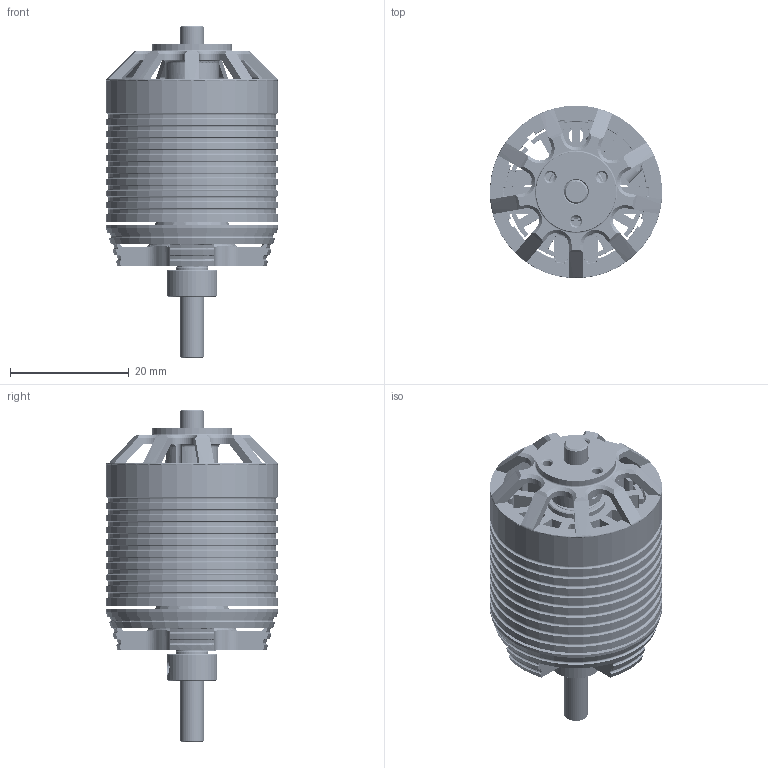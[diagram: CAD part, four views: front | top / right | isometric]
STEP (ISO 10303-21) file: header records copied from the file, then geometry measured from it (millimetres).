
FILE_DESCRIPTION (( 'STEP AP214' ), '1' );
FILE_NAME ('2320-Motor-Assem.STEP', '2020-04-11T22:20:31', ( '' ), ( '' ), 'SwSTEP 2.0', 'SolidWorks 2014', '' );
FILE_SCHEMA (( 'AUTOMOTIVE_DESIGN' ));
Length unit declared in the file: millimetre
Products named in the file (24): 694HZZ_SOLID_2-1; 2320-Stator-Assem; 23x10x1mm-Stator; 2320-Shaft; 23x10x20mm-Stator; 2320-Magnet; SMR84ZZ_SOLID_3; 694HZZ_SOLID_3-1; Collar-4mm; 2320-Fluxring; 23mm-Endbell; 694HZZ_SOLID_1-1; 2320-Motor-Assem; 23x10-Stator-Plate; 2320-Mount; 4x8x3-BRG; SMR84ZZ_SOLID_1; 23x10x15mm-Stator; SMR84ZZ_SOLID_2; 2320-Rotor-Assem; C-Clip-4mm_98541A112; 4x11x4-BRG; Spacer-4mm; 23x10x5mm-Stator
Assembly tree (48 placements, depth 7):
  2320-Motor-Assem
    2320-Stator-Assem
      2320-Mount
      23x10x20mm-Stator
        23x10x15mm-Stator
          23x10x5mm-Stator  x3
            23x10x1mm-Stator
              23x10-Stator-Plate  x5
        23x10x5mm-Stator
          23x10x1mm-Stator  x5
            23x10-Stator-Plate
      4x11x4-BRG
        694HZZ_SOLID_1-1
        694HZZ_SOLID_2-1
        694HZZ_SOLID_3-1
      4x8x3-BRG
        SMR84ZZ_SOLID_1
        SMR84ZZ_SOLID_2
        SMR84ZZ_SOLID_3
    2320-Rotor-Assem
      23mm-Endbell
      2320-Shaft
      2320-Magnet  x14
      2320-Fluxring
    Spacer-4mm  x2
    Collar-4mm
    C-Clip-4mm_98541A112
Bounding box: 29.1 x 29.1 x 56 mm (x, y, z)
Volume: 12161.2 mm3; surface area: 55682.6 mm2
Topology: 128 solids, 128 shells, 23390 faces, 68878 edges, 45723 vertices
Faces by surface type: cylinder 17635, plane 5256, torus 186, sphere 176, cone 137
Entity records: 32736 total; most frequent: CARTESIAN_POINT 6998, DIRECTION 5480, ORIENTED_EDGE 4986, EDGE_CURVE 2493, AXIS2_PLACEMENT_3D 2289, VERTEX_POINT 1589, CIRCLE 1261, EDGE_LOOP 1072
